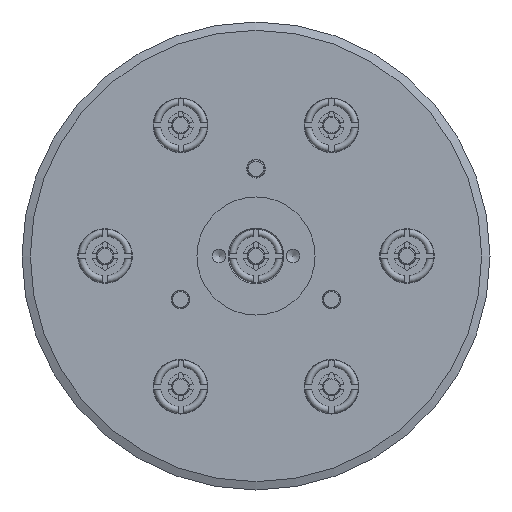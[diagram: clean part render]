
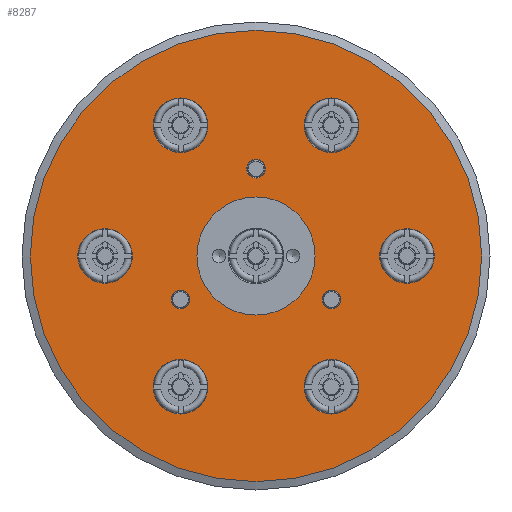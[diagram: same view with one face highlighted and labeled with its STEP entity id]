
A CAD part, front view. The second image highlights one B-rep face of the part: STEP entity #8287.
In plain terms, the highlighted planar face has unit normal (0, -1, 0).
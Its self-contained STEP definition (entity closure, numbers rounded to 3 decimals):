
#940=PLANE('',#8844);
#1116=CIRCLE('',#8644,2.789);
#1118=CIRCLE('',#8647,2.789);
#1130=CIRCLE('',#8673,2.789);
#1231=CIRCLE('',#8843,67.275);
#1232=CIRCLE('',#8845,17.6);
#1233=CIRCLE('',#8846,8.134);
#1234=CIRCLE('',#8847,8.134);
#1235=CIRCLE('',#8848,8.134);
#1236=CIRCLE('',#8849,8.134);
#1237=CIRCLE('',#8850,8.134);
#1238=CIRCLE('',#8851,8.134);
#2138=ORIENTED_EDGE('',*,*,#3540,.F.);
#2139=ORIENTED_EDGE('',*,*,#3541,.F.);
#2140=ORIENTED_EDGE('',*,*,#3333,.F.);
#2141=ORIENTED_EDGE('',*,*,#3331,.F.);
#2142=ORIENTED_EDGE('',*,*,#3393,.F.);
#2143=ORIENTED_EDGE('',*,*,#3542,.F.);
#2144=ORIENTED_EDGE('',*,*,#3543,.F.);
#2145=ORIENTED_EDGE('',*,*,#3539,.T.);
#2146=ORIENTED_EDGE('',*,*,#3544,.F.);
#2147=ORIENTED_EDGE('',*,*,#3545,.F.);
#2148=ORIENTED_EDGE('',*,*,#3546,.F.);
#3331=EDGE_CURVE('',#4072,#4072,#1116,.T.);
#3333=EDGE_CURVE('',#4074,#4074,#1118,.T.);
#3393=EDGE_CURVE('',#4124,#4124,#1130,.T.);
#3539=EDGE_CURVE('',#4226,#4226,#1231,.T.);
#3540=EDGE_CURVE('',#4227,#4227,#1232,.T.);
#3541=EDGE_CURVE('',#4228,#4228,#1233,.F.);
#3542=EDGE_CURVE('',#4229,#4229,#1234,.T.);
#3543=EDGE_CURVE('',#4230,#4230,#1235,.T.);
#3544=EDGE_CURVE('',#4231,#4231,#1236,.T.);
#3545=EDGE_CURVE('',#4232,#4232,#1237,.T.);
#3546=EDGE_CURVE('',#4233,#4233,#1238,.T.);
#4072=VERTEX_POINT('',#11817);
#4074=VERTEX_POINT('',#11822);
#4124=VERTEX_POINT('',#11970);
#4226=VERTEX_POINT('',#12539);
#4227=VERTEX_POINT('',#12542);
#4228=VERTEX_POINT('',#12544);
#4229=VERTEX_POINT('',#12546);
#4230=VERTEX_POINT('',#12548);
#4231=VERTEX_POINT('',#12550);
#4232=VERTEX_POINT('',#12552);
#4233=VERTEX_POINT('',#12554);
#4647=EDGE_LOOP('',(#2138));
#4648=EDGE_LOOP('',(#2139));
#4649=EDGE_LOOP('',(#2140));
#4650=EDGE_LOOP('',(#2141));
#4651=EDGE_LOOP('',(#2142));
#4652=EDGE_LOOP('',(#2143));
#4653=EDGE_LOOP('',(#2144));
#4654=EDGE_LOOP('',(#2145));
#4655=EDGE_LOOP('',(#2146));
#4656=EDGE_LOOP('',(#2147));
#4657=EDGE_LOOP('',(#2148));
#5145=FACE_BOUND('',#4647,.T.);
#5146=FACE_BOUND('',#4648,.T.);
#5147=FACE_BOUND('',#4649,.T.);
#5148=FACE_BOUND('',#4650,.T.);
#5149=FACE_BOUND('',#4651,.T.);
#5150=FACE_BOUND('',#4652,.T.);
#5151=FACE_BOUND('',#4653,.T.);
#5152=FACE_BOUND('',#4654,.T.);
#5153=FACE_BOUND('',#4655,.T.);
#5154=FACE_BOUND('',#4656,.T.);
#5155=FACE_BOUND('',#4657,.T.);
#8287=ADVANCED_FACE('',(#5145,#5146,#5147,#5148,#5149,#5150,#5151,#5152,
#5153,#5154,#5155),#940,.F.);
#8644=AXIS2_PLACEMENT_3D('',#11816,#9722,#9723);
#8647=AXIS2_PLACEMENT_3D('',#11821,#9728,#9729);
#8673=AXIS2_PLACEMENT_3D('',#11969,#9820,#9821);
#8843=AXIS2_PLACEMENT_3D('',#12538,#10163,#10164);
#8844=AXIS2_PLACEMENT_3D('',#12540,#10165,#10166);
#8845=AXIS2_PLACEMENT_3D('',#12541,#10167,#10168);
#8846=AXIS2_PLACEMENT_3D('',#12543,#10169,#10170);
#8847=AXIS2_PLACEMENT_3D('',#12545,#10171,#10172);
#8848=AXIS2_PLACEMENT_3D('',#12547,#10173,#10174);
#8849=AXIS2_PLACEMENT_3D('',#12549,#10175,#10176);
#8850=AXIS2_PLACEMENT_3D('',#12551,#10177,#10178);
#8851=AXIS2_PLACEMENT_3D('',#12553,#10179,#10180);
#9722=DIRECTION('',(0.,-1.,0.));
#9723=DIRECTION('',(0.,0.,-1.));
#9728=DIRECTION('',(0.,-1.,0.));
#9729=DIRECTION('',(0.,0.,-1.));
#9820=DIRECTION('',(0.,-1.,0.));
#9821=DIRECTION('',(0.,0.,-1.));
#10163=DIRECTION('',(0.,-1.,0.));
#10164=DIRECTION('',(1.,0.,0.));
#10165=DIRECTION('',(0.,1.,0.));
#10166=DIRECTION('',(-1.,0.,0.));
#10167=DIRECTION('',(0.,-1.,0.));
#10168=DIRECTION('',(1.,0.,0.));
#10169=DIRECTION('',(0.,1.,0.));
#10170=DIRECTION('',(-1.,0.,0.));
#10171=DIRECTION('',(0.,-1.,0.));
#10172=DIRECTION('',(0.,0.,-1.));
#10173=DIRECTION('',(0.,-1.,0.));
#10174=DIRECTION('',(0.,0.,-1.));
#10175=DIRECTION('',(0.,-1.,0.));
#10176=DIRECTION('',(0.,0.,-1.));
#10177=DIRECTION('',(0.,-1.,0.));
#10178=DIRECTION('',(0.,0.,-1.));
#10179=DIRECTION('',(0.,-1.,0.));
#10180=DIRECTION('',(0.,0.,-1.));
#11816=CARTESIAN_POINT('',(22.517,0.,-13.));
#11817=CARTESIAN_POINT('',(22.517,0.,-15.789));
#11821=CARTESIAN_POINT('',(-22.517,0.,-13.));
#11822=CARTESIAN_POINT('',(-22.517,0.,-15.789));
#11969=CARTESIAN_POINT('',(0.,0.,26.));
#11970=CARTESIAN_POINT('',(0.,0.,23.211));
#12538=CARTESIAN_POINT('',(0.,0.,0.));
#12539=CARTESIAN_POINT('',(67.275,0.,0.));
#12540=CARTESIAN_POINT('',(67.275,0.,0.));
#12541=CARTESIAN_POINT('',(0.,0.,0.));
#12542=CARTESIAN_POINT('',(17.6,0.,0.));
#12543=CARTESIAN_POINT('',(45.,0.,0.));
#12544=CARTESIAN_POINT('',(36.866,0.,0.));
#12545=CARTESIAN_POINT('',(-22.5,0.,38.971));
#12546=CARTESIAN_POINT('',(-22.5,0.,30.837));
#12547=CARTESIAN_POINT('',(-22.5,0.,-38.971));
#12548=CARTESIAN_POINT('',(-22.5,0.,-47.105));
#12549=CARTESIAN_POINT('',(-45.,0.,0.));
#12550=CARTESIAN_POINT('',(-45.,0.,-8.134));
#12551=CARTESIAN_POINT('',(22.5,0.,38.971));
#12552=CARTESIAN_POINT('',(22.5,0.,30.837));
#12553=CARTESIAN_POINT('',(22.5,0.,-38.971));
#12554=CARTESIAN_POINT('',(22.5,0.,-47.105));
